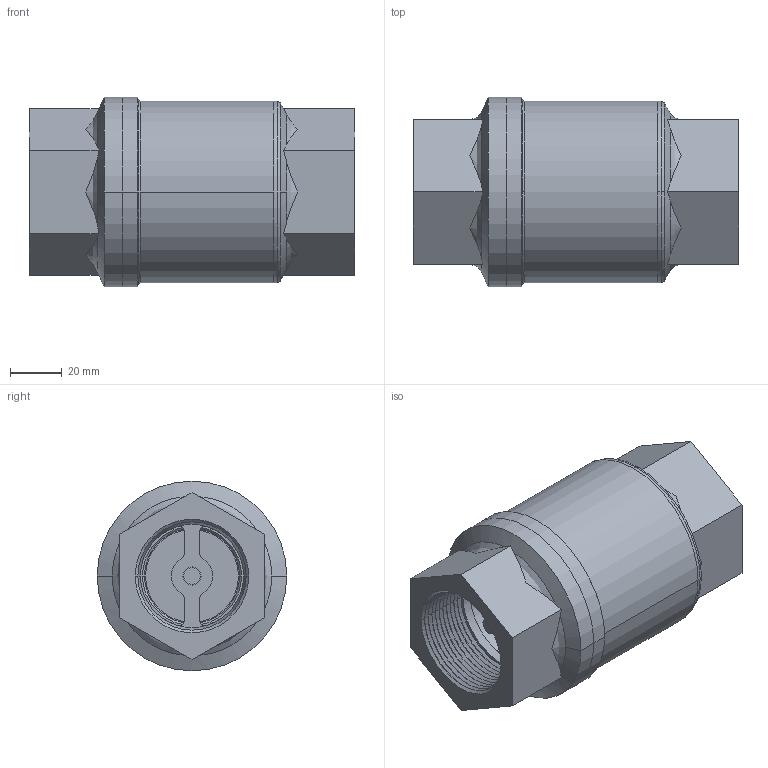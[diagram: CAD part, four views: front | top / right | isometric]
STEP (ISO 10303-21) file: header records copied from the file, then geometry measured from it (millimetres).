
FILE_DESCRIPTION((''),'2;1');
FILE_NAME('2023-DN40_ASM','2015-10-26T',('Administrator'),(''),'PRO/ENGINEER BY PARAMETRIC TECHNOLOGY CORPORATION, 2011080','PRO/ENGINEER BY PARAMETRIC TECHNOLOGY CORPORATION, 2011080','');
FILE_SCHEMA(('CONFIG_CONTROL_DESIGN'));
Length unit declared in the file: millimetre
Products named in the file (5): TMP_DWG-3DSOLID_352740; TMP_DWG-3DSOLID_352752; TMP_DWG-3DSOLID_367036; PRT0006; 2023-DN40_ASM
Assembly tree (4 placements, depth 2):
  2023-DN40_ASM
    TMP_DWG-3DSOLID_352740
    TMP_DWG-3DSOLID_352752
    TMP_DWG-3DSOLID_367036
    PRT0006
Bounding box: 126 x 73.5 x 73.5 mm (x, y, z)
Volume: 214449.4 mm3; surface area: 75564.9 mm2
Topology: 3 solids, 3 shells, 275 faces, 646 edges, 390 vertices
Faces by surface type: cone 146, cylinder 54, plane 43, torus 32
Entity records: 8191 total; most frequent: CARTESIAN_POINT 1560, DIRECTION 1514, ORIENTED_EDGE 1292, EDGE_CURVE 646, AXIS2_PLACEMENT_3D 632, VERTEX_POINT 390, CIRCLE 348, EDGE_LOOP 300
